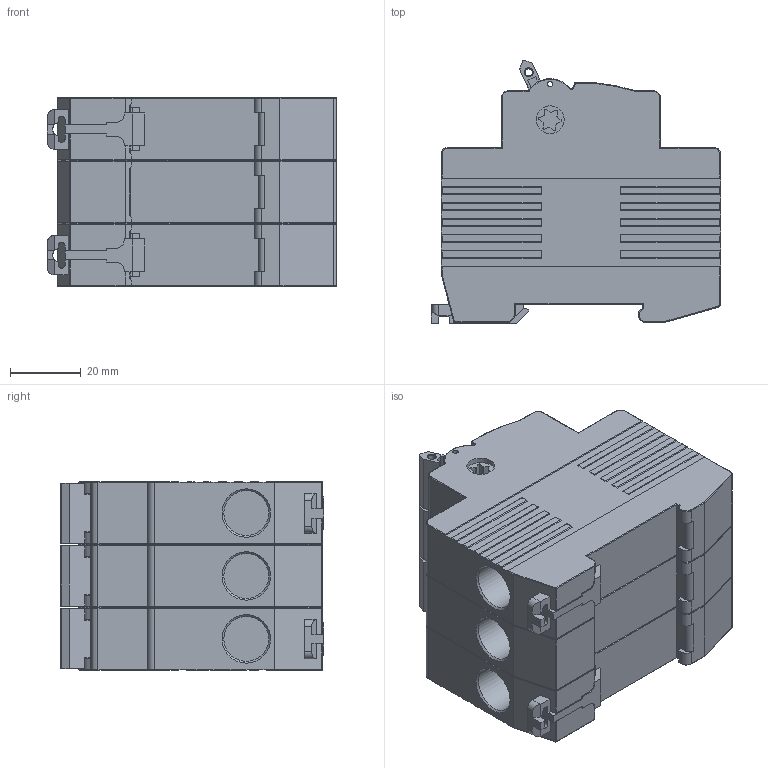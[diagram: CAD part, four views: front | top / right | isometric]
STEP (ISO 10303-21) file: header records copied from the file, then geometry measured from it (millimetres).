
FILE_DESCRIPTION (( 'STEP AP214' ), '1' );
FILE_NAME ('ﾂﾍ-32 3ﾐ.STEP', '2017-03-22T06:31:43', ( '' ), ( '' ), 'SwSTEP 2.0', 'SolidWorks 2014', '' );
FILE_SCHEMA (( 'AUTOMOTIVE_DESIGN' ));
Length unit declared in the file: millimetre
Products named in the file (1): ﾂﾍ-32 3ﾐ
Bounding box: 81.79 x 74.41 x 53.42 mm (x, y, z)
Volume: 218005.5 mm3; surface area: 34777.8 mm2
Topology: 1 solids, 3 shells, 857 faces, 2193 edges, 1358 vertices
Faces by surface type: plane 496, cylinder 274, torus 54, cone 18, sphere 9, bspline 6
Full cylindrical faces by diameter (mm): 1.5 x4, 2.1 x3, 7.5 x6, 7.9 x2, 12.7 x6
Entity records: 33666 total; most frequent: CARTESIAN_POINT 5091, ORIENTED_EDGE 4264, DIRECTION 4084, EDGE_CURVE 2132, VECTOR 1522, LINE 1522, VERTEX_POINT 1339, AXIS2_PLACEMENT_3D 1281
